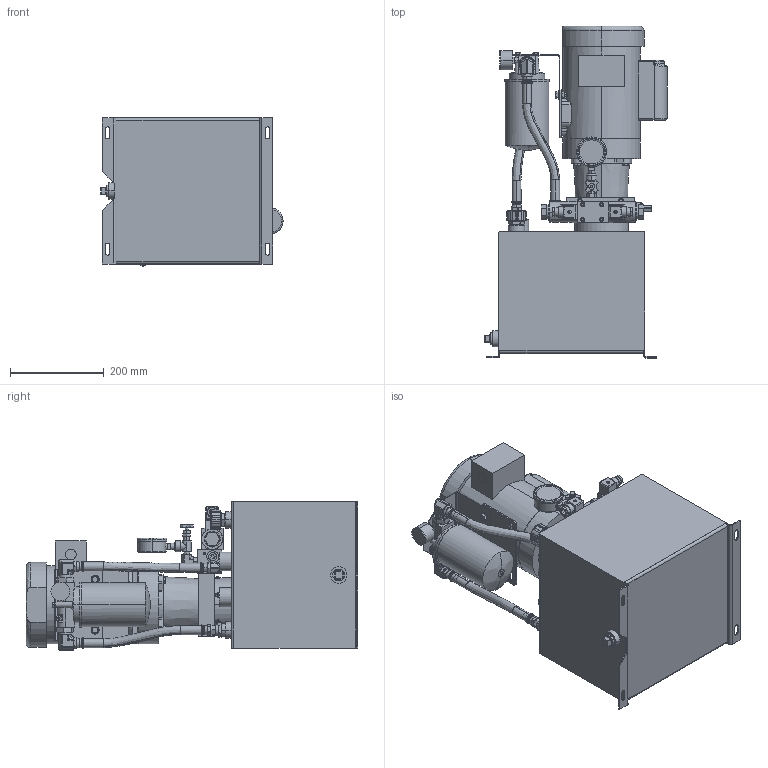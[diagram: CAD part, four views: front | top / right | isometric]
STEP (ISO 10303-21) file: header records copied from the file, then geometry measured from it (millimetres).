
FILE_DESCRIPTION (( 'STEP AP203' ), '1' );
FILE_NAME ('51045050006.step', '2024-03-06T20:06:35', ( '' ), ( '' ), 'SwSTEP 2.0', 'SolidWorks 2023', '' );
FILE_SCHEMA (( 'CONFIG_CONTROL_DESIGN' ));
Products named in the file (1): 51045050006
Bounding box: 387.99 x 706.96 x 315.51 mm (x, y, z)
Volume: 12471543.2 mm3; surface area: 1935937.4 mm2
Topology: 61 solids, 69 shells, 2997 faces, 7468 edges, 4730 vertices
Faces by surface type: plane 1246, cylinder 999, cone 529, bspline 217, torus 6
Entity records: 110090 total; most frequent: CARTESIAN_POINT 39463, ORIENTED_EDGE 14708, DIRECTION 14643, EDGE_CURVE 7354, AXIS2_PLACEMENT_3D 5553, VERTEX_POINT 4730, LINE 3537, VECTOR 3537
